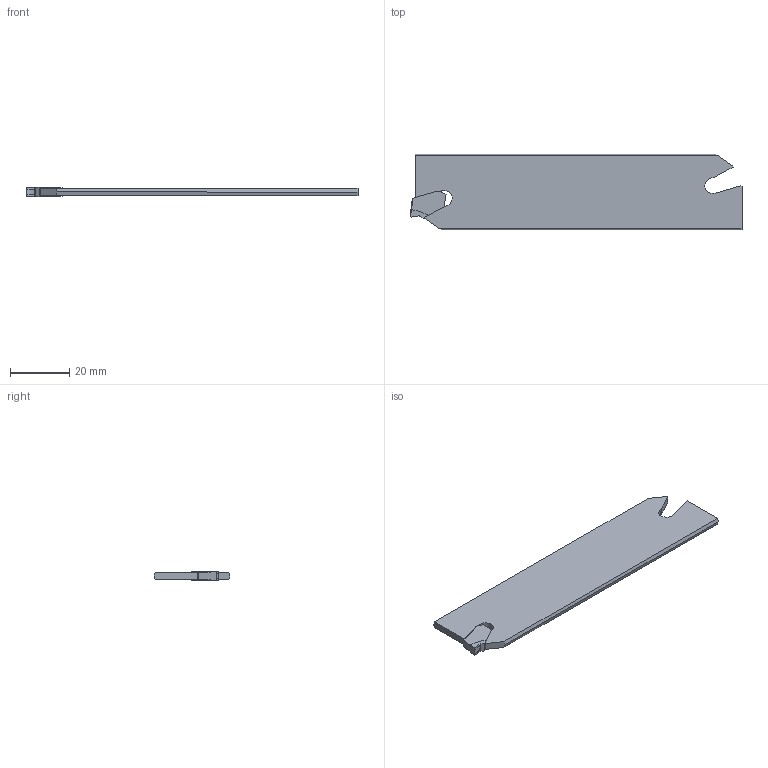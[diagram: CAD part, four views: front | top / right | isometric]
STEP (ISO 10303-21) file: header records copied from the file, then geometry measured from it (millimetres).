
FILE_DESCRIPTION(/* description */ (''),/* implementation_level */ '2;1');
FILE_NAME(/* name */ 'AKL-SP-26-3.stp',/* time_stamp */ '2023-10-31T22:07:06+03:00',/* author */ (''),/* organization */ (''),/* preprocessor_version */ 'ST-DEVELOPER v19.4',/* originating_system */ 'SIEMENS PLM Software NX2306.3001',/* authorisation */ '');
FILE_SCHEMA (('AUTOMOTIVE_DESIGN { 1 0 10303 214 3 1 1 1 }'));
Length unit declared in the file: millimetre
Products named in the file (1): AKL-SP-26-3_objects
Bounding box: 111.7 x 25.36 x 3.1 mm (x, y, z)
Volume: 6351.5 mm3; surface area: 6040.6 mm2
Topology: 2 solids, 2 shells, 48 faces, 130 edges, 85 vertices
Faces by surface type: plane 34, cylinder 12, torus 1, sphere 1
Entity records: 1546 total; most frequent: CARTESIAN_POINT 278, ORIENTED_EDGE 258, DIRECTION 253, EDGE_CURVE 129, LINE 101, VECTOR 101, VERTEX_POINT 85, AXIS2_PLACEMENT_3D 76
